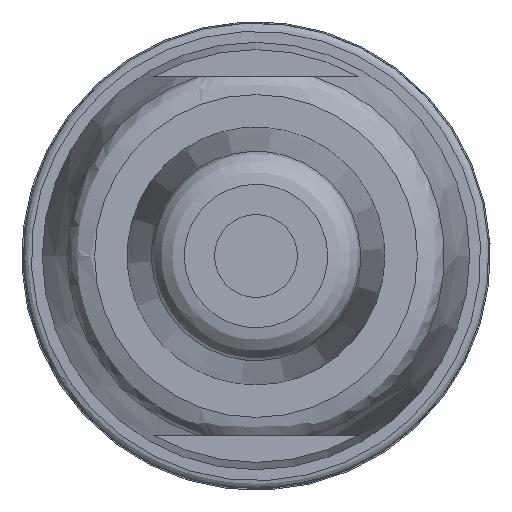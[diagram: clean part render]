
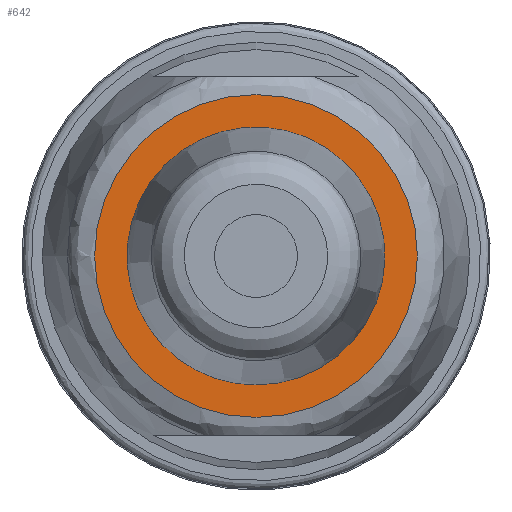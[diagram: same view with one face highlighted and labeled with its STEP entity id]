
A CAD part, front view. The second image highlights one B-rep face of the part: STEP entity #642.
In plain terms, the highlighted planar face has unit normal (0, -1, 0).
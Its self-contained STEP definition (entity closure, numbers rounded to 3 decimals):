
#569=PLANE('',#1952);
#642=ADVANCED_FACE('',(#767,#768),#569,.T.);
#767=FACE_BOUND('',#824,.T.);
#768=FACE_BOUND('',#825,.T.);
#824=EDGE_LOOP('',(#957));
#825=EDGE_LOOP('',(#958));
#957=ORIENTED_EDGE('',*,*,#1619,.F.);
#958=ORIENTED_EDGE('',*,*,#1620,.F.);
#1446=VERTEX_POINT('',#2622);
#1447=VERTEX_POINT('',#2626);
#1619=EDGE_CURVE('',#1446,#1446,#1867,.T.);
#1620=EDGE_CURVE('',#1447,#1447,#1868,.T.);
#1867=CIRCLE('',#1948,4.678);
#1868=CIRCLE('',#1951,5.853);
#1948=AXIS2_PLACEMENT_3D('',#2621,#2134,#2135);
#1951=AXIS2_PLACEMENT_3D('',#2625,#2140,#2141);
#1952=AXIS2_PLACEMENT_3D('',#2627,#2142,#2143);
#2134=DIRECTION('',(0.,-1.,0.));
#2135=DIRECTION('',(0.,0.,-1.));
#2140=DIRECTION('',(0.,1.,0.));
#2141=DIRECTION('',(-1.,0.,0.));
#2142=DIRECTION('',(0.,-1.,0.));
#2143=DIRECTION('',(-1.,0.,0.));
#2621=CARTESIAN_POINT('',(21.985,-55.865,0.));
#2622=CARTESIAN_POINT('',(21.985,-55.865,-4.678));
#2625=CARTESIAN_POINT('',(21.985,-55.865,0.));
#2626=CARTESIAN_POINT('',(16.132,-55.865,0.));
#2627=CARTESIAN_POINT('',(28.423,-55.865,6.438));
